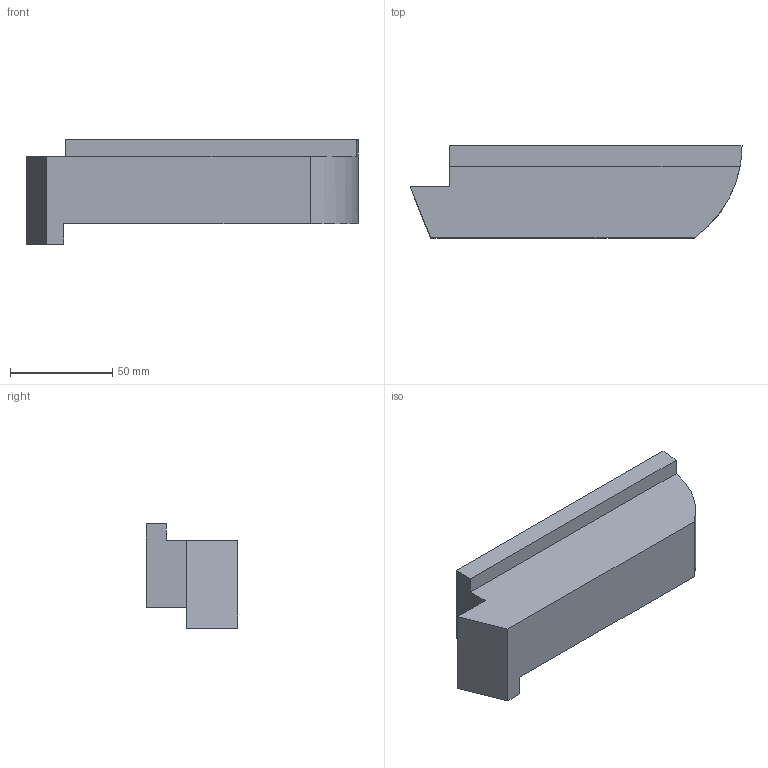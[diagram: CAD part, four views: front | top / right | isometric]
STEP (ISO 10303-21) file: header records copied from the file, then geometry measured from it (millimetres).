
FILE_DESCRIPTION(/* description */ ('3-D model version:1'),/* implementation_level */ '2;1');
FILE_NAME(/* name */ '391.68X-8-27045B',/* time_stamp */ '2015-09-17T15:14:32+02:00',/* author */ ('InteractiveCad'),/* organization */ ('AB Sandvik Coromant'),/* preprocessor_version */ 'ST-DEVELOPER v15',/* originating_system */ 'SIEMENS PLM Software NX 8.5',/* authorisation */ '');
FILE_SCHEMA (('AP203_CONFIGURATION_CONTROLLED_3D_DESIGN_OF_MECHANICAL_PARTS_AND_ASSEMBLIES_MIM_LF { 1 0 10303 403 2 1 2}'));
Length unit declared in the file: millimetre
Products named in the file (1): 391_68X_8_27045B_SIM
Bounding box: 162.4 x 45 x 51 mm (x, y, z)
Volume: 228579.7 mm3; surface area: 29089.6 mm2
Topology: 1 solids, 1 shells, 12 faces, 30 edges, 20 vertices
Faces by surface type: plane 11, cylinder 1
Entity records: 451 total; most frequent: CARTESIAN_POINT 63, ORIENTED_EDGE 60, DIRECTION 59, EDGE_CURVE 30, LINE 27, VECTOR 27, VERTEX_POINT 20, AXIS2_PLACEMENT_3D 16
